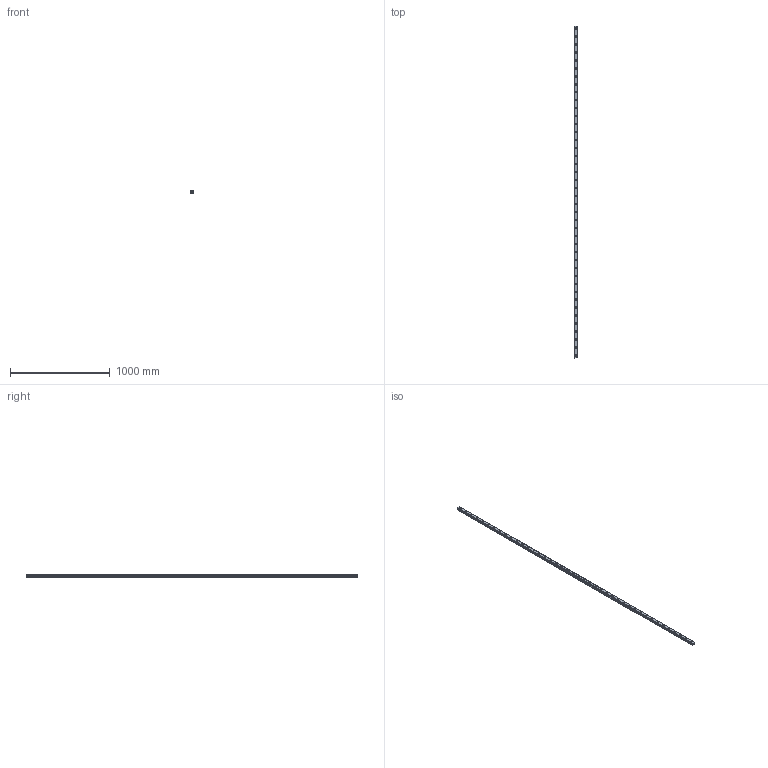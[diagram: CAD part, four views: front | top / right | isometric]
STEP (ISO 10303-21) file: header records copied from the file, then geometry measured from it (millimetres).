
FILE_DESCRIPTION(('STEP AP214'),'1');
FILE_NAME('cctmp_8C8F8826-19FC-4B2E-9E83-CE864D3E5AC8_2021_02_12_15_21_09_0462..stp','2021-02-12T14:21:09',('HIWIN GmbH'),('CADClick - www.CADClick.com'),'Spatial InterOp 3D',' ','unknown authorization');
FILE_SCHEMA(('AUTOMOTIVE_DESIGN'));
Length unit declared in the file: millimetre
Products named in the file (1): EGR35R3330C_FILE
Bounding box: 34 x 3330 x 27.5 mm (x, y, z)
Volume: 2621111.4 mm3; surface area: 466886.4 mm2
Topology: 1 solids, 1 shells, 485 faces, 1059 edges, 706 vertices
Faces by surface type: cylinder 270, plane 215
Entity records: 17417 total; most frequent: DIRECTION 2571, CARTESIAN_POINT 2251, ORIENTED_EDGE 2118, EDGE_CURVE 1059, AXIS2_PLACEMENT_3D 1026, VERTEX_POINT 706, EDGE_LOOP 615, CIRCLE 540
